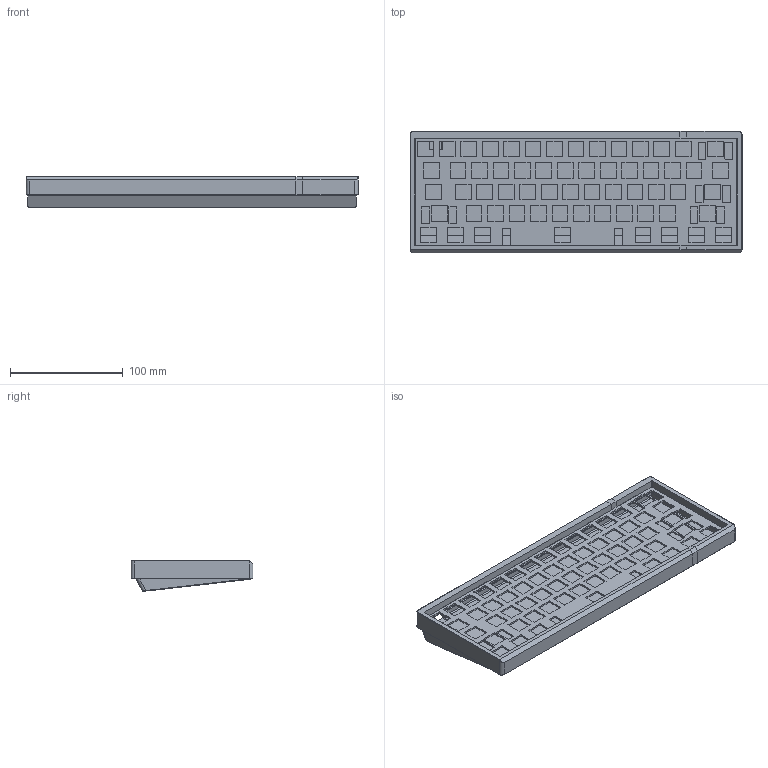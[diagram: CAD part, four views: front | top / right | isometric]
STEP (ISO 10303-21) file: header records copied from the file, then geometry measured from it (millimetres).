
FILE_DESCRIPTION(/* description */ (''),/* implementation_level */ '2;1');
FILE_NAME(/* name */ 'Keybo.step',/* time_stamp */ '2024-09-05T20:42:04-08:00',/* author */ (''),/* organization */ (''),/* preprocessor_version */ 'ST-DEVELOPER v20',/* originating_system */ 'Autodesk Translation Framework v13.14.0.145',/* authorisation */ '');
FILE_SCHEMA (('AUTOMOTIVE_DESIGN { 1 0 10303 214 3 1 1 }'));
Length unit declared in the file: millimetre
Products named in the file (4): Keybo; Top Shell; Plate; Bottom
Assembly tree (3 placements, depth 2):
  Keybo
    Top Shell
    Plate
    Bottom
Bounding box: 294.75 x 108.25 x 27.38 mm (x, y, z)
Volume: 218036.1 mm3; surface area: 144193.6 mm2
Topology: 6 solids, 6 shells, 989 faces, 2878 edges, 1906 vertices
Faces by surface type: plane 536, cylinder 435, cone 14, bspline 4
Full cylindrical faces by diameter (mm): 1.8 x5, 2.2 x5
Entity records: 33320 total; most frequent: CARTESIAN_POINT 5910, ORIENTED_EDGE 5756, DIRECTION 5748, EDGE_CURVE 2878, LINE 1972, VECTOR 1972, VERTEX_POINT 1906, AXIS2_PLACEMENT_3D 1888
